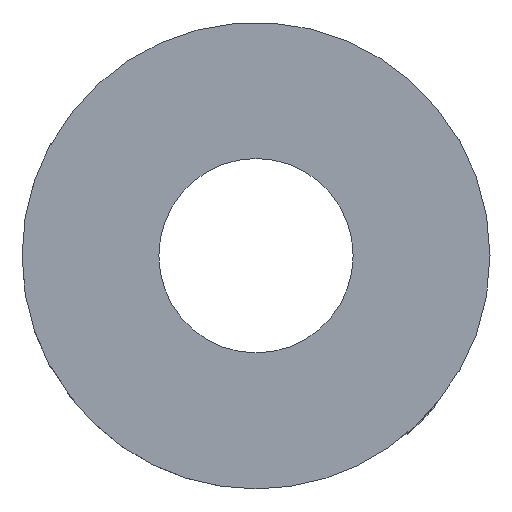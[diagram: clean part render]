
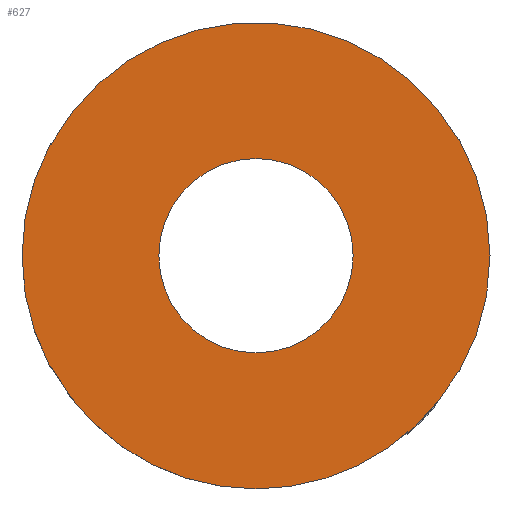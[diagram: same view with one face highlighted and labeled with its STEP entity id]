
A CAD part, front view. The second image highlights one B-rep face of the part: STEP entity #627.
In plain terms, the highlighted planar face has unit normal (0, -1, 0).
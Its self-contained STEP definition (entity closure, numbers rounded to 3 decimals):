
#10 = EDGE_CURVE ( 'NONE', #133, #771, #41, .T. ) ;
#14 = ORIENTED_EDGE ( 'NONE', *, *, #174, .T. ) ;
#15 = CIRCLE ( 'NONE', #324, 3. ) ;
#17 = LINE ( 'NONE', #30, #580 ) ;
#19 = LINE ( 'NONE', #555, #492 ) ;
#30 = CARTESIAN_POINT ( 'NONE',  ( -2.635, 0., 1.434 ) ) ;
#37 = CARTESIAN_POINT ( 'NONE',  ( 0., 0., 0. ) ) ;
#41 = CIRCLE ( 'NONE', #132, 3.01 ) ;
#74 = ORIENTED_EDGE ( 'NONE', *, *, #549, .F. ) ;
#78 = CIRCLE ( 'NONE', #457, 1.25 ) ;
#86 = EDGE_CURVE ( 'NONE', #390, #510, #625, .T. ) ;
#89 = CARTESIAN_POINT ( 'NONE',  ( 2.603, 0., -1.491 ) ) ;
#98 = CARTESIAN_POINT ( 'NONE',  ( -2.637, 0., -1.43 ) ) ;
#105 = ORIENTED_EDGE ( 'NONE', *, *, #226, .T. ) ;
#129 = EDGE_CURVE ( 'NONE', #510, #133, #766, .T. ) ;
#132 = AXIS2_PLACEMENT_3D ( 'NONE', #683, #317, #630 ) ;
#133 = VERTEX_POINT ( 'NONE', #273 ) ;
#137 = CARTESIAN_POINT ( 'NONE',  ( 0., 0., -3. ) ) ;
#139 = CARTESIAN_POINT ( 'NONE',  ( 0., 0., 0. ) ) ;
#141 = EDGE_CURVE ( 'NONE', #195, #674, #360, .T. ) ;
#144 = DIRECTION ( 'NONE',  ( 0., 0., 1. ) ) ;
#155 = CARTESIAN_POINT ( 'NONE',  ( 0., 0., 0. ) ) ;
#174 = EDGE_CURVE ( 'NONE', #398, #262, #78, .T. ) ;
#178 = AXIS2_PLACEMENT_3D ( 'NONE', #722, #291, #484 ) ;
#179 = DIRECTION ( 'NONE',  ( 0., 0., -1. ) ) ;
#195 = VERTEX_POINT ( 'NONE', #98 ) ;
#196 = CIRCLE ( 'NONE', #723, 3.01 ) ;
#213 = EDGE_CURVE ( 'NONE', #710, #195, #15, .T. ) ;
#221 = DIRECTION ( 'NONE',  ( 0., 1., 0. ) ) ;
#226 = EDGE_CURVE ( 'NONE', #390, #725, #17, .T. ) ;
#227 = DIRECTION ( 'NONE',  ( 0., 1., 0. ) ) ;
#240 = CARTESIAN_POINT ( 'NONE',  ( 0., 0., 0. ) ) ;
#242 = ORIENTED_EDGE ( 'NONE', *, *, #141, .F. ) ;
#251 = DIRECTION ( 'NONE',  ( 0., 1., 0. ) ) ;
#256 = VECTOR ( 'NONE', #333, 1000. ) ;
#260 = VERTEX_POINT ( 'NONE', #89 ) ;
#262 = VERTEX_POINT ( 'NONE', #654 ) ;
#273 = CARTESIAN_POINT ( 'NONE',  ( 2.612, 0., 1.496 ) ) ;
#274 = CARTESIAN_POINT ( 'NONE',  ( -2.637, 0., -1.43 ) ) ;
#291 = DIRECTION ( 'NONE',  ( 0., 1., 0. ) ) ;
#317 = DIRECTION ( 'NONE',  ( 0., 1., 0. ) ) ;
#318 = ORIENTED_EDGE ( 'NONE', *, *, #468, .T. ) ;
#324 = AXIS2_PLACEMENT_3D ( 'NONE', #37, #705, #714 ) ;
#327 = AXIS2_PLACEMENT_3D ( 'NONE', #139, #757, #144 ) ;
#329 = EDGE_LOOP ( 'NONE', ( #14, #682 ) ) ;
#333 = DIRECTION ( 'NONE',  ( 0.868, 0., 0.497 ) ) ;
#338 = EDGE_CURVE ( 'NONE', #260, #710, #381, .T. ) ;
#339 = EDGE_LOOP ( 'NONE', ( #673, #318, #465, #697, #388, #105, #74, #242, #736 ) ) ;
#345 = EDGE_CURVE ( 'NONE', #262, #398, #401, .T. ) ;
#347 = AXIS2_PLACEMENT_3D ( 'NONE', #240, #251, #782 ) ;
#360 = B_SPLINE_CURVE_WITH_KNOTS ( 'NONE', 1,
 ( #274, #701 ),
 .UNSPECIFIED., .F., .F.,
 ( 2, 2 ),
 ( 0., 1. ),
 .UNSPECIFIED. ) ;
#381 = CIRCLE ( 'NONE', #552, 3. ) ;
#388 = ORIENTED_EDGE ( 'NONE', *, *, #86, .F. ) ;
#390 = VERTEX_POINT ( 'NONE', #774 ) ;
#398 = VERTEX_POINT ( 'NONE', #602 ) ;
#401 = CIRCLE ( 'NONE', #178, 1.25 ) ;
#457 = AXIS2_PLACEMENT_3D ( 'NONE', #155, #221, #534 ) ;
#465 = ORIENTED_EDGE ( 'NONE', *, *, #10, .F. ) ;
#466 = DIRECTION ( 'NONE',  ( -0.878, 0., 0.478 ) ) ;
#468 = EDGE_CURVE ( 'NONE', #260, #771, #19, .T. ) ;
#474 = CARTESIAN_POINT ( 'NONE',  ( 2.612, 0., -1.496 ) ) ;
#479 = DIRECTION ( 'NONE',  ( 0., 0., 1. ) ) ;
#484 = DIRECTION ( 'NONE',  ( 0., 0., 1. ) ) ;
#488 = PLANE ( 'NONE',  #347 ) ;
#492 = VECTOR ( 'NONE', #681, 1000. ) ;
#495 = FACE_BOUND ( 'NONE', #329, .T. ) ;
#510 = VERTEX_POINT ( 'NONE', #731 ) ;
#515 = CARTESIAN_POINT ( 'NONE',  ( 2.603, 0., 1.491 ) ) ;
#534 = DIRECTION ( 'NONE',  ( 0., 0., 1. ) ) ;
#548 = CARTESIAN_POINT ( 'NONE',  ( 0., 0., 0. ) ) ;
#549 = EDGE_CURVE ( 'NONE', #674, #725, #196, .T. ) ;
#552 = AXIS2_PLACEMENT_3D ( 'NONE', #548, #227, #479 ) ;
#555 = CARTESIAN_POINT ( 'NONE',  ( 2.603, 0., -1.491 ) ) ;
#559 = CARTESIAN_POINT ( 'NONE',  ( 0., 0., 0. ) ) ;
#573 = CARTESIAN_POINT ( 'NONE',  ( -2.646, 0., -1.435 ) ) ;
#580 = VECTOR ( 'NONE', #466, 1000. ) ;
#602 = CARTESIAN_POINT ( 'NONE',  ( 0., 0., -1.25 ) ) ;
#625 = CIRCLE ( 'NONE', #327, 3. ) ;
#627 = ADVANCED_FACE ( 'NONE', ( #495, #762 ), #488, .F. ) ;
#630 = DIRECTION ( 'NONE',  ( 0., 0., -1. ) ) ;
#654 = CARTESIAN_POINT ( 'NONE',  ( 0., 0., 1.25 ) ) ;
#673 = ORIENTED_EDGE ( 'NONE', *, *, #338, .F. ) ;
#674 = VERTEX_POINT ( 'NONE', #573 ) ;
#681 = DIRECTION ( 'NONE',  ( 0.868, 0., -0.497 ) ) ;
#682 = ORIENTED_EDGE ( 'NONE', *, *, #345, .T. ) ;
#683 = CARTESIAN_POINT ( 'NONE',  ( 0., 0., 0. ) ) ;
#697 = ORIENTED_EDGE ( 'NONE', *, *, #129, .F. ) ;
#701 = CARTESIAN_POINT ( 'NONE',  ( -2.646, 0., -1.435 ) ) ;
#705 = DIRECTION ( 'NONE',  ( 0., 1., 0. ) ) ;
#710 = VERTEX_POINT ( 'NONE', #137 ) ;
#714 = DIRECTION ( 'NONE',  ( 0., 0., 1. ) ) ;
#715 = CARTESIAN_POINT ( 'NONE',  ( -2.644, 0., 1.439 ) ) ;
#722 = CARTESIAN_POINT ( 'NONE',  ( 0., 0., 0. ) ) ;
#723 = AXIS2_PLACEMENT_3D ( 'NONE', #559, #724, #179 ) ;
#724 = DIRECTION ( 'NONE',  ( 0., 1., 0. ) ) ;
#725 = VERTEX_POINT ( 'NONE', #715 ) ;
#731 = CARTESIAN_POINT ( 'NONE',  ( 2.603, 0., 1.491 ) ) ;
#736 = ORIENTED_EDGE ( 'NONE', *, *, #213, .F. ) ;
#757 = DIRECTION ( 'NONE',  ( 0., 1., 0. ) ) ;
#762 = FACE_OUTER_BOUND ( 'NONE', #339, .T. ) ;
#766 = LINE ( 'NONE', #515, #256 ) ;
#771 = VERTEX_POINT ( 'NONE', #474 ) ;
#774 = CARTESIAN_POINT ( 'NONE',  ( -2.635, 0., 1.434 ) ) ;
#782 = DIRECTION ( 'NONE',  ( 0., 0., 1. ) ) ;
